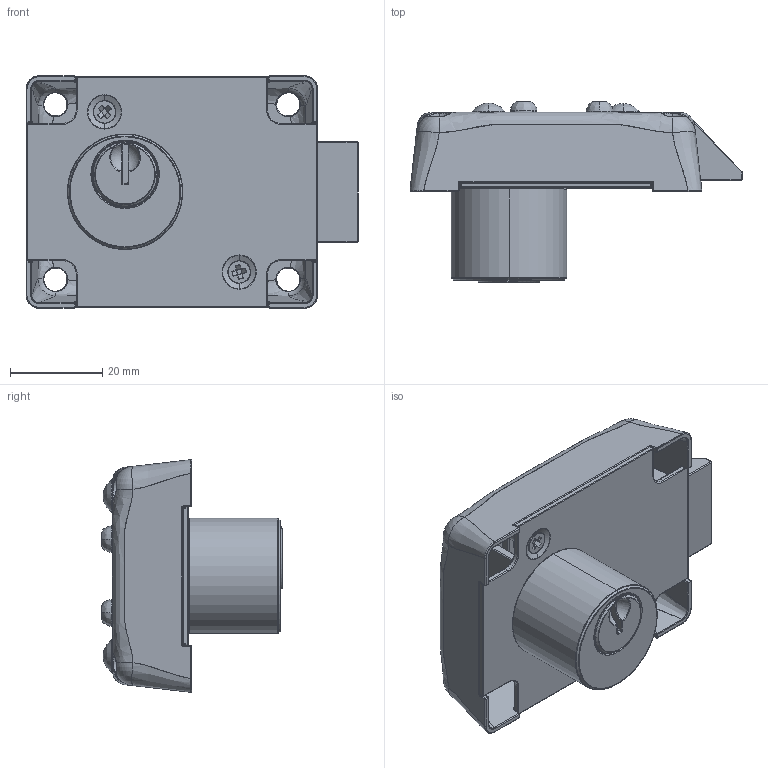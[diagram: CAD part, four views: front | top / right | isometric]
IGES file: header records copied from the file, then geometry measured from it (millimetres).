
Start section: SolidWorks IGES file using analytic representation for surfaces
Global section: file name: DLS-936.IGS; native system: SolidWorks 2016; preprocessor: SolidWorks 2016; author: death; date: 211027.115714; units: millimetre
Bounding box: 71.98 x 39.3 x 50.45 mm (x, y, z)
Surface area: 27607.2 mm2 (no closed solid volume)
Topology: 0 solids, 0 shells, 1552 faces, 12207 edges, 12075 vertices
Faces by surface type: revolution 779, bspline 773
